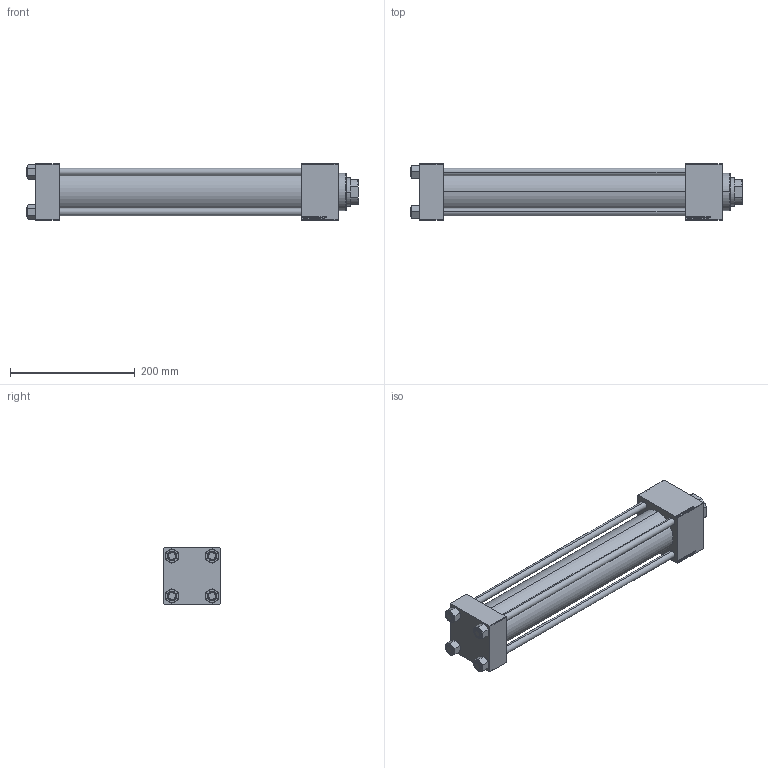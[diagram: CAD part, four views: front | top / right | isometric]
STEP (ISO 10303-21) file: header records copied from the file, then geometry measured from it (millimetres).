
FILE_DESCRIPTION (( 'STEP AP203' ), '1' );
FILE_NAME ('cb78.STEP', '2022-04-15T14:03:49', ( '' ), ( '' ), 'SwSTEP 2.0', 'SolidWorks 2019', '' );
FILE_SCHEMA (( 'CONFIG_CONTROL_DESIGN' ));
Length unit declared in the file: millimetre
Products named in the file (6): cb78; NUT_M5_C db73d06fc6d5c6db425870ad2926f837; V215CR_C_TYCINKA db73d06fc6d5c6db425870ad2926f837; V215CR_VCP_C db73d06fc6d5c6db425870ad2926f837; V215CR_C_Body db73d06fc6d5c6db425870ad2926f837; V215_VC_A db73d06fc6d5c6db425870ad2926f837
Assembly tree (11 placements, depth 2):
  cb78
    V215CR_C_Body db73d06fc6d5c6db425870ad2926f837
    V215CR_VCP_C db73d06fc6d5c6db425870ad2926f837
    NUT_M5_C db73d06fc6d5c6db425870ad2926f837  x4
    V215CR_C_TYCINKA db73d06fc6d5c6db425870ad2926f837  x4
    V215_VC_A db73d06fc6d5c6db425870ad2926f837
Bounding box: 533 x 90 x 90 mm (x, y, z)
Volume: 1877068.6 mm3; surface area: 423481.5 mm2
Topology: 11 solids, 11 shells, 1152 faces, 2884 edges, 1869 vertices
Faces by surface type: plane 527, bspline 392, cone 136, cylinder 89, torus 8
Entity records: 50321 total; most frequent: CARTESIAN_POINT 27127, ORIENTED_EDGE 5260, DIRECTION 3324, EDGE_CURVE 2630, VERTEX_POINT 1725, LINE 1594, VECTOR 1594, EDGE_LOOP 1159
